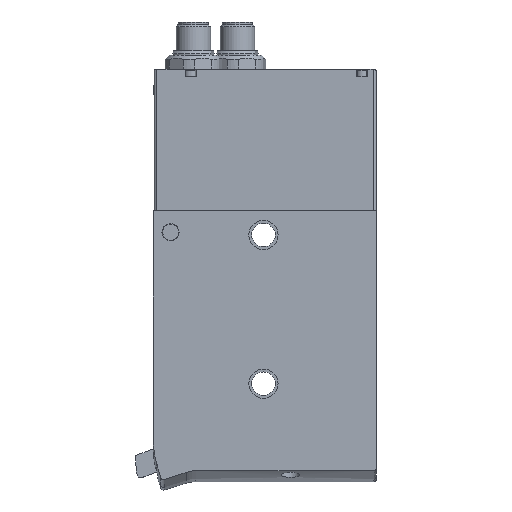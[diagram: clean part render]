
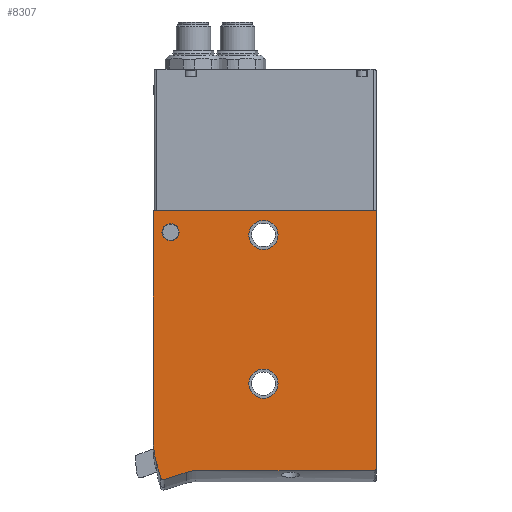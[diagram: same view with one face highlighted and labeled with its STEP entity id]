
A CAD part, left-side view. The second image highlights one B-rep face of the part: STEP entity #8307.
In plain terms, the highlighted planar face has unit normal (-1, 0, 0).
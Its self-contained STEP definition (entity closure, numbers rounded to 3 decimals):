
#98=B_SPLINE_CURVE_WITH_KNOTS('',3,(#11761,#11762,#11763,#11764),
 .UNSPECIFIED.,.F.,.F.,(4,4),(0.032,0.04),
 .UNSPECIFIED.);
#105=B_SPLINE_CURVE_WITH_KNOTS('',3,(#11843,#11844,#11845,#11846),
 .UNSPECIFIED.,.F.,.F.,(4,4),(0.039,0.044),
 .UNSPECIFIED.);
#106=B_SPLINE_CURVE_WITH_KNOTS('',3,(#11848,#11849,#11850,#11851,#11852),
 .UNSPECIFIED.,.F.,.F.,(4,1,4),(0.006,0.007,
0.008),.UNSPECIFIED.);
#107=B_SPLINE_CURVE_WITH_KNOTS('',3,(#11854,#11855,#11856,#11857),
 .UNSPECIFIED.,.F.,.F.,(4,4),(0.024,0.032),
 .UNSPECIFIED.);
#108=B_SPLINE_CURVE_WITH_KNOTS('',3,(#11859,#11860,#11861,#11862),
 .UNSPECIFIED.,.F.,.F.,(4,4),(0.069,0.072),
 .UNSPECIFIED.);
#109=B_SPLINE_CURVE_WITH_KNOTS('',3,(#11863,#11864,#11865,#11866,#11867),
 .UNSPECIFIED.,.F.,.F.,(4,1,4),(0.005,0.006,
0.007),.UNSPECIFIED.);
#442=CIRCLE('',#8803,5.1);
#443=CIRCLE('',#8804,5.1);
#444=CIRCLE('',#8805,3.);
#964=ORIENTED_EDGE('',*,*,#2598,.F.);
#965=ORIENTED_EDGE('',*,*,#2599,.F.);
#966=ORIENTED_EDGE('',*,*,#2600,.T.);
#967=ORIENTED_EDGE('',*,*,#2571,.F.);
#968=ORIENTED_EDGE('',*,*,#2601,.T.);
#969=ORIENTED_EDGE('',*,*,#2602,.F.);
#970=ORIENTED_EDGE('',*,*,#2603,.T.);
#971=ORIENTED_EDGE('',*,*,#2604,.T.);
#972=ORIENTED_EDGE('',*,*,#2473,.T.);
#973=ORIENTED_EDGE('',*,*,#2605,.F.);
#974=ORIENTED_EDGE('',*,*,#2606,.F.);
#975=ORIENTED_EDGE('',*,*,#2576,.F.);
#976=ORIENTED_EDGE('',*,*,#2565,.F.);
#2473=EDGE_CURVE('',#3296,#3295,#3836,.T.);
#2565=EDGE_CURVE('',#3362,#3363,#3890,.T.);
#2571=EDGE_CURVE('',#3367,#3362,#98,.T.);
#2576=EDGE_CURVE('',#3363,#3371,#3898,.T.);
#2598=EDGE_CURVE('',#3389,#3389,#442,.T.);
#2599=EDGE_CURVE('',#3390,#3390,#443,.T.);
#2600=EDGE_CURVE('',#3391,#3391,#444,.T.);
#2601=EDGE_CURVE('',#3367,#3392,#105,.T.);
#2602=EDGE_CURVE('',#3393,#3392,#106,.T.);
#2603=EDGE_CURVE('',#3393,#3394,#107,.T.);
#2604=EDGE_CURVE('',#3394,#3296,#108,.T.);
#2605=EDGE_CURVE('',#3395,#3295,#109,.T.);
#2606=EDGE_CURVE('',#3371,#3395,#3908,.T.);
#3295=VERTEX_POINT('',#11532);
#3296=VERTEX_POINT('',#11534);
#3362=VERTEX_POINT('',#11744);
#3363=VERTEX_POINT('',#11746);
#3367=VERTEX_POINT('',#11760);
#3371=VERTEX_POINT('',#11775);
#3389=VERTEX_POINT('',#11838);
#3390=VERTEX_POINT('',#11840);
#3391=VERTEX_POINT('',#11842);
#3392=VERTEX_POINT('',#11847);
#3393=VERTEX_POINT('',#11853);
#3394=VERTEX_POINT('',#11858);
#3395=VERTEX_POINT('',#11868);
#3836=LINE('',#11533,#4279);
#3890=LINE('',#11745,#4333);
#3898=LINE('',#11774,#4341);
#3908=LINE('',#11869,#4351);
#4279=VECTOR('',#9589,1000.);
#4333=VECTOR('',#9723,1000.);
#4341=VECTOR('',#9739,1000.);
#4351=VECTOR('',#9773,1000.);
#4732=EDGE_LOOP('',(#964));
#4733=EDGE_LOOP('',(#965));
#4734=EDGE_LOOP('',(#966));
#4735=EDGE_LOOP('',(#967,#968,#969,#970,#971,#972,#973,#974,#975,#976));
#5256=FACE_BOUND('',#4732,.T.);
#5257=FACE_BOUND('',#4733,.T.);
#5258=FACE_BOUND('',#4734,.T.);
#5259=FACE_BOUND('',#4735,.T.);
#5723=PLANE('',#8802);
#8307=ADVANCED_FACE('',(#5256,#5257,#5258,#5259),#5723,.F.);
#8802=AXIS2_PLACEMENT_3D('',#11836,#9765,#9766);
#8803=AXIS2_PLACEMENT_3D('',#11837,#9767,#9768);
#8804=AXIS2_PLACEMENT_3D('',#11839,#9769,#9770);
#8805=AXIS2_PLACEMENT_3D('',#11841,#9771,#9772);
#9589=DIRECTION('',(0.,-1.,0.));
#9723=DIRECTION('',(0.,0.,1.));
#9739=DIRECTION('',(0.,-1.,0.));
#9765=DIRECTION('',(1.,0.,0.));
#9766=DIRECTION('',(0.,0.,-1.));
#9767=DIRECTION('',(-1.,0.,0.));
#9768=DIRECTION('',(0.,0.,1.));
#9769=DIRECTION('',(-1.,0.,0.));
#9770=DIRECTION('',(0.,0.,1.));
#9771=DIRECTION('',(1.,0.,0.));
#9772=DIRECTION('',(0.,0.,-1.));
#9773=DIRECTION('',(0.,0.,-1.));
#11532=CARTESIAN_POINT('',(-22.,-38.,-140.479));
#11533=CARTESIAN_POINT('',(-22.,-39.,-140.479));
#11534=CARTESIAN_POINT('',(-22.,24.257,-140.479));
#11744=CARTESIAN_POINT('',(-22.,39.,-129.897));
#11745=CARTESIAN_POINT('',(-22.,39.,-147.2));
#11746=CARTESIAN_POINT('',(-22.,39.,-49.5));
#11760=CARTESIAN_POINT('',(-22.,37.843,-137.998));
#11761=CARTESIAN_POINT('',(-22.,37.843,-137.998));
#11762=CARTESIAN_POINT('',(-22.,38.621,-135.363));
#11763=CARTESIAN_POINT('',(-22.,39.,-132.635));
#11764=CARTESIAN_POINT('',(-22.,39.,-129.897));
#11774=CARTESIAN_POINT('',(-22.,38.,-49.5));
#11775=CARTESIAN_POINT('',(-22.,-39.,-49.5));
#11836=CARTESIAN_POINT('',(-22.,38.,-1.));
#11837=CARTESIAN_POINT('',(-22.,0.5,-110.));
#11838=CARTESIAN_POINT('',(-22.,0.5,-104.9));
#11839=CARTESIAN_POINT('',(-22.,0.5,-58.));
#11840=CARTESIAN_POINT('',(-22.,0.5,-52.9));
#11841=CARTESIAN_POINT('',(-22.,33.,-57.));
#11842=CARTESIAN_POINT('',(-22.,33.,-60.));
#11843=CARTESIAN_POINT('',(-22.,37.843,-137.998));
#11844=CARTESIAN_POINT('',(-22.,37.364,-139.62));
#11845=CARTESIAN_POINT('',(-22.,36.883,-141.24));
#11846=CARTESIAN_POINT('',(-22.,36.4,-142.86));
#11847=CARTESIAN_POINT('',(-22.,36.4,-142.86));
#11848=CARTESIAN_POINT('',(-22.,35.146,-143.551));
#11849=CARTESIAN_POINT('',(-22.,35.397,-143.634));
#11850=CARTESIAN_POINT('',(-22.,35.978,-143.573));
#11851=CARTESIAN_POINT('',(-22.,36.324,-143.116));
#11852=CARTESIAN_POINT('',(-22.,36.4,-142.86));
#11853=CARTESIAN_POINT('',(-22.,35.146,-143.551));
#11854=CARTESIAN_POINT('',(-22.,35.146,-143.551));
#11855=CARTESIAN_POINT('',(-22.,32.618,-142.709));
#11856=CARTESIAN_POINT('',(-22.,30.091,-141.865));
#11857=CARTESIAN_POINT('',(-22.,27.565,-141.02));
#11858=CARTESIAN_POINT('',(-22.,27.565,-141.02));
#11859=CARTESIAN_POINT('',(-22.,27.565,-141.02));
#11860=CARTESIAN_POINT('',(-22.,26.499,-140.663));
#11861=CARTESIAN_POINT('',(-22.,25.372,-140.479));
#11862=CARTESIAN_POINT('',(-22.,24.257,-140.479));
#11863=CARTESIAN_POINT('',(-22.,-39.,-139.416));
#11864=CARTESIAN_POINT('',(-22.,-39.,-139.687));
#11865=CARTESIAN_POINT('',(-22.,-38.801,-140.229));
#11866=CARTESIAN_POINT('',(-22.,-38.272,-140.479));
#11867=CARTESIAN_POINT('',(-22.,-38.,-140.479));
#11868=CARTESIAN_POINT('',(-22.,-39.,-139.416));
#11869=CARTESIAN_POINT('',(-22.,-39.,-1.));
